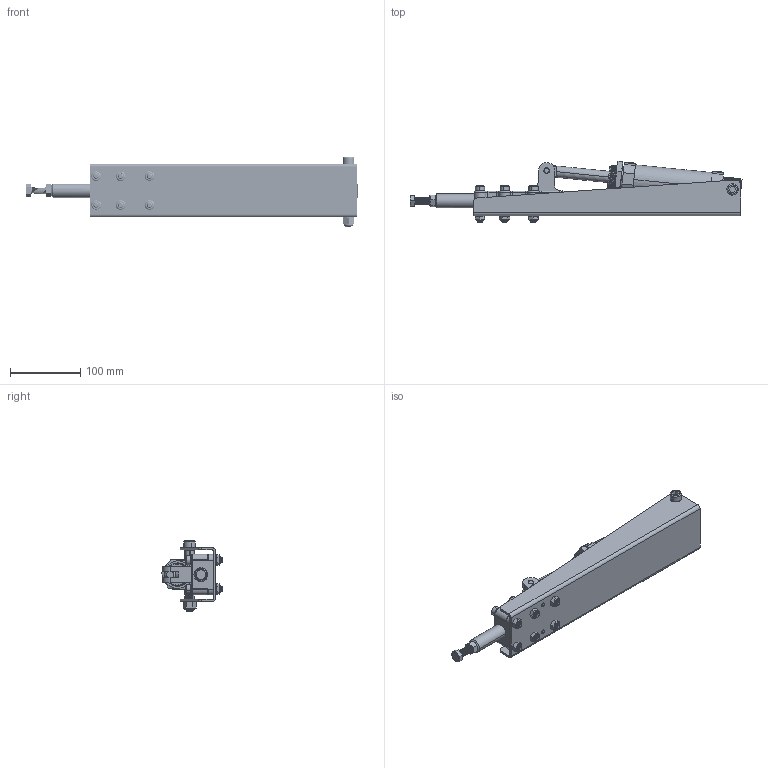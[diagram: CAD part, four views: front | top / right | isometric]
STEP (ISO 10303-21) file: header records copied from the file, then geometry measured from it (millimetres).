
FILE_DESCRIPTION (( 'STEP AP203' ), '1' );
FILE_NAME ('CH-31200HL-A.STEP', '2017-12-07T10:59:34', ( 'Windows' ), ( 'Microsoft' ), 'SwSTEP 2.0', 'SolidWorks 2015', '' );
FILE_SCHEMA (( 'CONFIG_CONTROL_DESIGN' ));
Length unit declared in the file: millimetre
Products named in the file (20): CH-31200-05; CH-31200HL-A-03; CH-31200HL-04; CH-31200HL-A-04; CH-31200-06; M10 Lock Nut; CH-31200HL-A-01; M33; CH-31200HL-A-05; CH-31200-03; 錨璃4; M10X75; CH-31200HL-A-02; CH-31200HL-A; M10; CH-31200-04; M8X45; CH-31200-02; M8 Nut; M10X90
Assembly tree (33 placements, depth 2):
  CH-31200HL-A
    CH-31200HL-A-01
    CH-31200-03
    CH-31200HL-A-02
    CH-31200-04
    CH-31200-02
    M10X90
    CH-31200HL-A-03
    CH-31200HL-A-04
    M10 Lock Nut
    CH-31200HL-A-05  x2
    M10X75
    M10
    M8X45  x6
    M8 Nut  x6
    CH-31200-05
    CH-31200HL-04  x2
    CH-31200-06  x2
    M33
    錨璃4  x2
Bounding box: 472 x 87.41 x 100 mm (x, y, z)
Volume: 624509.1 mm3; surface area: 262607.1 mm2
Topology: 33 solids, 33 shells, 2538 faces, 7048 edges, 4599 vertices
Faces by surface type: cylinder 1201, plane 856, bspline 215, cone 193, torus 73
Entity records: 95994 total; most frequent: CARTESIAN_POINT 56200, ORIENTED_EDGE 8816, DIRECTION 6638, EDGE_CURVE 4408, VERTEX_POINT 2877, AXIS2_PLACEMENT_3D 2394, LINE 1850, VECTOR 1850
